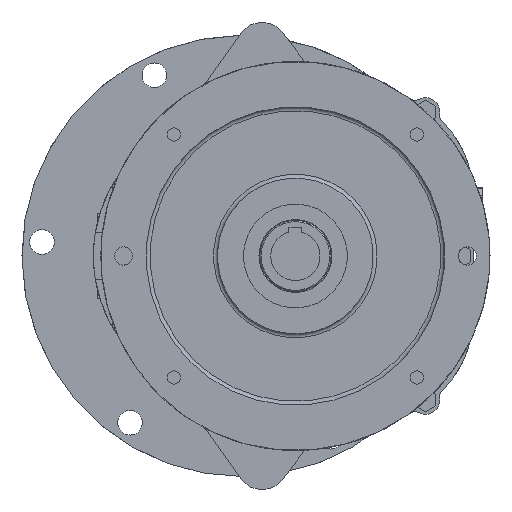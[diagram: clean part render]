
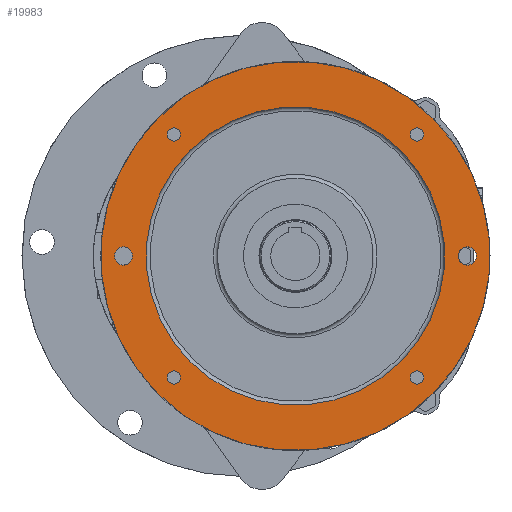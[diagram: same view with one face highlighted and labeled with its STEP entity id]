
A CAD part, left-side view. The second image highlights one B-rep face of the part: STEP entity #19983.
In plain terms, the highlighted planar face has unit normal (-1, 0, 0).
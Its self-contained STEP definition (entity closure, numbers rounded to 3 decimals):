
#17 = DIRECTION ( 'NONE',  ( -1., 0., 0. ) ) ;
#345 = EDGE_LOOP ( 'NONE', ( #9838 ) ) ;
#764 = DIRECTION ( 'NONE',  ( 0., -0.707, 0.707 ) ) ;
#1122 = VERTEX_POINT ( 'NONE', #14172 ) ;
#1151 = PLANE ( 'NONE',  #1602 ) ;
#1205 = AXIS2_PLACEMENT_3D ( 'NONE', #2945, #21781, #23626 ) ;
#1528 = AXIS2_PLACEMENT_3D ( 'NONE', #2109, #3824, #22559 ) ;
#1602 = AXIS2_PLACEMENT_3D ( 'NONE', #6824, #7066, #23806 ) ;
#1677 = EDGE_CURVE ( 'NONE', #11502, #11502, #20893, .T. ) ;
#2109 = CARTESIAN_POINT ( 'NONE',  ( -306., -134.442, -93.692 ) ) ;
#2199 = CARTESIAN_POINT ( 'NONE',  ( -306., 91.75, 0. ) ) ;
#2945 = CARTESIAN_POINT ( 'NONE',  ( -306., -40.75, 0. ) ) ;
#3124 = FACE_OUTER_BOUND ( 'NONE', #19886, .T. ) ;
#3375 = DIRECTION ( 'NONE',  ( -1., 0., 0. ) ) ;
#3634 = CARTESIAN_POINT ( 'NONE',  ( -306., 52.942, 93.692 ) ) ;
#3783 = CIRCLE ( 'NONE', #11248, 115. ) ;
#3824 = DIRECTION ( 'NONE',  ( -1., 0., 0. ) ) ;
#4582 = CARTESIAN_POINT ( 'NONE',  ( -306., -138.048, 97.298 ) ) ;
#4856 = FACE_BOUND ( 'NONE', #22293, .T. ) ;
#4931 = VERTEX_POINT ( 'NONE', #16149 ) ;
#5550 = DIRECTION ( 'NONE',  ( 0., -0.707, 0.707 ) ) ;
#6621 = EDGE_CURVE ( 'NONE', #10132, #10132, #3783, .T. ) ;
#6824 = CARTESIAN_POINT ( 'NONE',  ( -306., -146.816, -106.066 ) ) ;
#7066 = DIRECTION ( 'NONE',  ( -1., 0., 0. ) ) ;
#7195 = CIRCLE ( 'NONE', #10344, 5.1 ) ;
#8456 = EDGE_CURVE ( 'NONE', #4931, #4931, #22418, .T. ) ;
#8560 = EDGE_LOOP ( 'NONE', ( #18383 ) ) ;
#8748 = ORIENTED_EDGE ( 'NONE', *, *, #9058, .F. ) ;
#8829 = DIRECTION ( 'NONE',  ( 0., -0.707, 0.707 ) ) ;
#9058 = EDGE_CURVE ( 'NONE', #1122, #1122, #14148, .T. ) ;
#9838 = ORIENTED_EDGE ( 'NONE', *, *, #15232, .F. ) ;
#10132 = VERTEX_POINT ( 'NONE', #19741 ) ;
#10311 = ORIENTED_EDGE ( 'NONE', *, *, #22287, .F. ) ;
#10344 = AXIS2_PLACEMENT_3D ( 'NONE', #11187, #20673, #24373 ) ;
#10503 = FACE_BOUND ( 'NONE', #18009, .T. ) ;
#10733 = VERTEX_POINT ( 'NONE', #22313 ) ;
#10767 = DIRECTION ( 'NONE',  ( 0., -0.707, 0.707 ) ) ;
#10971 = CARTESIAN_POINT ( 'NONE',  ( -306., 49.335, -90.085 ) ) ;
#11000 = AXIS2_PLACEMENT_3D ( 'NONE', #3634, #3375, #10767 ) ;
#11110 = VERTEX_POINT ( 'NONE', #10971 ) ;
#11187 = CARTESIAN_POINT ( 'NONE',  ( -306., -134.442, 93.692 ) ) ;
#11248 = AXIS2_PLACEMENT_3D ( 'NONE', #14217, #17922, #8829 ) ;
#11502 = VERTEX_POINT ( 'NONE', #19016 ) ;
#11760 = CIRCLE ( 'NONE', #18037, 7. ) ;
#12030 = DIRECTION ( 'NONE',  ( 0., -0.707, 0.707 ) ) ;
#12511 = CIRCLE ( 'NONE', #1528, 5.1 ) ;
#12584 = FACE_BOUND ( 'NONE', #12675, .T. ) ;
#12675 = EDGE_LOOP ( 'NONE', ( #10311 ) ) ;
#13240 = EDGE_CURVE ( 'NONE', #21455, #21455, #7195, .T. ) ;
#14148 = CIRCLE ( 'NONE', #17315, 7. ) ;
#14172 = CARTESIAN_POINT ( 'NONE',  ( -306., 86.8, 4.95 ) ) ;
#14217 = CARTESIAN_POINT ( 'NONE',  ( -306., -40.75, 0. ) ) ;
#14368 = EDGE_LOOP ( 'NONE', ( #14640 ) ) ;
#14437 = FACE_BOUND ( 'NONE', #14885, .T. ) ;
#14640 = ORIENTED_EDGE ( 'NONE', *, *, #23372, .F. ) ;
#14885 = EDGE_LOOP ( 'NONE', ( #19191 ) ) ;
#15232 = EDGE_CURVE ( 'NONE', #10733, #10733, #11760, .T. ) ;
#15736 = DIRECTION ( 'NONE',  ( -1., 0., 0. ) ) ;
#16149 = CARTESIAN_POINT ( 'NONE',  ( -306., 49.335, 97.298 ) ) ;
#16747 = VERTEX_POINT ( 'NONE', #22323 ) ;
#17315 = AXIS2_PLACEMENT_3D ( 'NONE', #2199, #15736, #12030 ) ;
#17396 = CARTESIAN_POINT ( 'NONE',  ( -306., -173.25, 0. ) ) ;
#17922 = DIRECTION ( 'NONE',  ( -1., 0., 0. ) ) ;
#18009 = EDGE_LOOP ( 'NONE', ( #8748 ) ) ;
#18018 = FACE_BOUND ( 'NONE', #8560, .T. ) ;
#18037 = AXIS2_PLACEMENT_3D ( 'NONE', #17396, #19599, #764 ) ;
#18383 = ORIENTED_EDGE ( 'NONE', *, *, #8456, .F. ) ;
#19016 = CARTESIAN_POINT ( 'NONE',  ( -306., -146.816, 106.066 ) ) ;
#19191 = ORIENTED_EDGE ( 'NONE', *, *, #13240, .F. ) ;
#19599 = DIRECTION ( 'NONE',  ( -1., 0., 0. ) ) ;
#19651 = CIRCLE ( 'NONE', #21215, 5.1 ) ;
#19741 = CARTESIAN_POINT ( 'NONE',  ( -306., -122.067, 81.317 ) ) ;
#19776 = FACE_BOUND ( 'NONE', #14368, .T. ) ;
#19886 = EDGE_LOOP ( 'NONE', ( #22799 ) ) ;
#19983 = ADVANCED_FACE ( 'NONE', ( #23936, #14437, #19776, #12584, #10503, #18018, #3124, #4856 ), #1151, .T. ) ;
#20673 = DIRECTION ( 'NONE',  ( -1., 0., 0. ) ) ;
#20697 = CARTESIAN_POINT ( 'NONE',  ( -306., 52.942, -93.692 ) ) ;
#20893 = CIRCLE ( 'NONE', #1205, 150. ) ;
#21215 = AXIS2_PLACEMENT_3D ( 'NONE', #20697, #17, #5550 ) ;
#21455 = VERTEX_POINT ( 'NONE', #4582 ) ;
#21781 = DIRECTION ( 'NONE',  ( -1., 0., 0. ) ) ;
#22287 = EDGE_CURVE ( 'NONE', #11110, #11110, #19651, .T. ) ;
#22293 = EDGE_LOOP ( 'NONE', ( #22861 ) ) ;
#22313 = CARTESIAN_POINT ( 'NONE',  ( -306., -178.2, 4.95 ) ) ;
#22323 = CARTESIAN_POINT ( 'NONE',  ( -306., -138.048, -90.085 ) ) ;
#22418 = CIRCLE ( 'NONE', #11000, 5.1 ) ;
#22559 = DIRECTION ( 'NONE',  ( 0., -0.707, 0.707 ) ) ;
#22799 = ORIENTED_EDGE ( 'NONE', *, *, #1677, .T. ) ;
#22861 = ORIENTED_EDGE ( 'NONE', *, *, #6621, .F. ) ;
#23372 = EDGE_CURVE ( 'NONE', #16747, #16747, #12511, .T. ) ;
#23626 = DIRECTION ( 'NONE',  ( 0., -0.707, 0.707 ) ) ;
#23806 = DIRECTION ( 'NONE',  ( 0., -0.707, 0.707 ) ) ;
#23936 = FACE_BOUND ( 'NONE', #345, .T. ) ;
#24373 = DIRECTION ( 'NONE',  ( 0., -0.707, 0.707 ) ) ;
